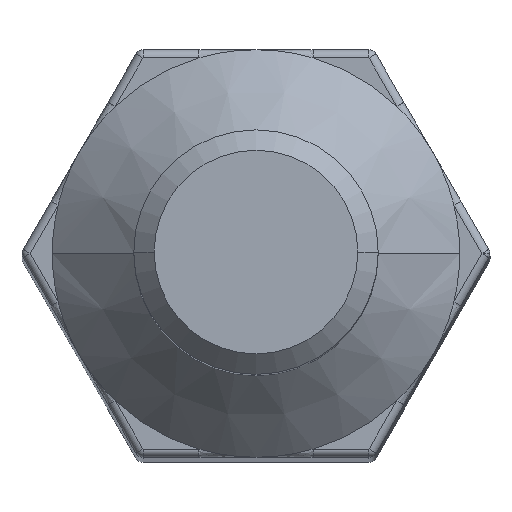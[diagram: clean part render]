
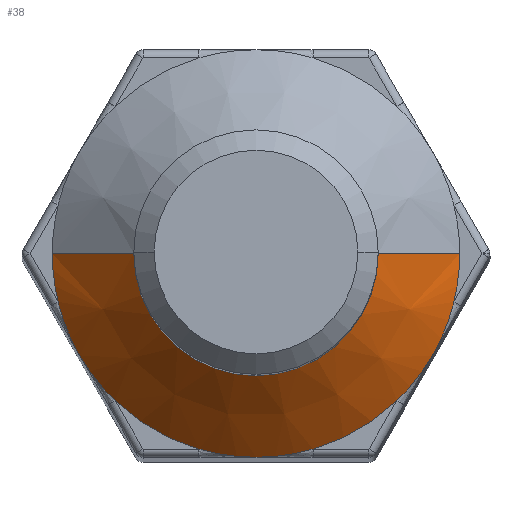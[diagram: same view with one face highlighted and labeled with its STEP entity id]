
A CAD part, top view. The second image highlights one B-rep face of the part: STEP entity #38.
In plain terms, the highlighted conical face has half-angle 45 degrees and reference radius 1.5 mm.
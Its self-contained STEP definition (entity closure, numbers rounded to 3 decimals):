
#13 = DIRECTION ( 'NONE',  ( -1., 0., 0. ) ) ;
#17 = VECTOR ( 'NONE', #1544, 1000. ) ;
#38 = ADVANCED_FACE ( 'NONE', ( #1132 ), #272, .T. ) ;
#50 = VERTEX_POINT ( 'NONE', #584 ) ;
#75 = CARTESIAN_POINT ( 'NONE',  ( 1.5, 0., 1. ) ) ;
#80 = CARTESIAN_POINT ( 'NONE',  ( 0., 0., 0. ) ) ;
#96 = DIRECTION ( 'NONE',  ( 1., 0., 0. ) ) ;
#114 = DIRECTION ( 'NONE',  ( 0., 0., 1. ) ) ;
#134 = VERTEX_POINT ( 'NONE', #1019 ) ;
#148 = LINE ( 'NONE', #155, #17 ) ;
#155 = CARTESIAN_POINT ( 'NONE',  ( -1.5, 0., 1. ) ) ;
#172 = CARTESIAN_POINT ( 'NONE',  ( 0.7, -2.4, 0. ) ) ;
#178 = ORIENTED_EDGE ( 'NONE', *, *, #526, .T. ) ;
#209 = AXIS2_PLACEMENT_3D ( 'NONE', #1280, #114, #1504 ) ;
#211 = EDGE_LOOP ( 'NONE', ( #1108, #1114, #1117, #1119, #178, #1135, #1149, #1154, #1175, #1179, #407, #1191, #1194 ) ) ;
#214 = AXIS2_PLACEMENT_3D ( 'NONE', #484, #1880, #675 ) ;
#221 = CARTESIAN_POINT ( 'NONE',  ( 0., 0., 1. ) ) ;
#239 = CARTESIAN_POINT ( 'NONE',  ( 2.5, 0., 0. ) ) ;
#255 = VERTEX_POINT ( 'NONE', #75 ) ;
#264 = AXIS2_PLACEMENT_3D ( 'NONE', #963, #2196, #13 ) ;
#269 = CARTESIAN_POINT ( 'NONE',  ( 0., 0., 0. ) ) ;
#272 = CONICAL_SURFACE ( 'NONE', #264, 1.5, 0.785 ) ;
#277 = DIRECTION ( 'NONE',  ( 1., 0., 0. ) ) ;
#303 = AXIS2_PLACEMENT_3D ( 'NONE', #2019, #837, #2135 ) ;
#307 = AXIS2_PLACEMENT_3D ( 'NONE', #2235, #1265, #96 ) ;
#316 = AXIS2_PLACEMENT_3D ( 'NONE', #80, #1476, #277 ) ;
#319 = AXIS2_PLACEMENT_3D ( 'NONE', #1863, #658, #2013 ) ;
#329 = VERTEX_POINT ( 'NONE', #688 ) ;
#344 = CARTESIAN_POINT ( 'NONE',  ( -0.7, -2.4, 0. ) ) ;
#346 = AXIS2_PLACEMENT_3D ( 'NONE', #269, #1686, #454 ) ;
#355 = AXIS2_PLACEMENT_3D ( 'NONE', #1680, #443, #1847 ) ;
#366 = EDGE_CURVE ( 'NONE', #134, #1848, #148, .T. ) ;
#371 = AXIS2_PLACEMENT_3D ( 'NONE', #1027, #2230, #1241 ) ;
#370 = CARTESIAN_POINT ( 'NONE',  ( 0., -2.5, 0. ) ) ;
#391 = CARTESIAN_POINT ( 'NONE',  ( 1.5, 0., 1. ) ) ;
#394 = AXIS2_PLACEMENT_3D ( 'NONE', #632, #1991, #811 ) ;
#400 = DIRECTION ( 'NONE',  ( -1., 0., 0. ) ) ;
#407 = ORIENTED_EDGE ( 'NONE', *, *, #618, .T. ) ;
#412 = VERTEX_POINT ( 'NONE', #1143 ) ;
#443 = DIRECTION ( 'NONE',  ( 0., 0., 1. ) ) ;
#454 = DIRECTION ( 'NONE',  ( 1., 0., 0. ) ) ;
#456 = EDGE_CURVE ( 'NONE', #255, #134, #2027, .T. ) ;
#473 = AXIS2_PLACEMENT_3D ( 'NONE', #221, #1623, #400 ) ;
#484 = CARTESIAN_POINT ( 'NONE',  ( 0., 0., 0. ) ) ;
#513 = EDGE_CURVE ( 'NONE', #1848, #1827, #2000, .T. ) ;
#524 = VERTEX_POINT ( 'NONE', #239 ) ;
#526 = EDGE_CURVE ( 'NONE', #1827, #1779, #1977, .T. ) ;
#538 = EDGE_CURVE ( 'NONE', #1779, #50, #2001, .T. ) ;
#537 = CARTESIAN_POINT ( 'NONE',  ( -2.428, -0.594, 0. ) ) ;
#544 = EDGE_CURVE ( 'NONE', #50, #1424, #1998, .T. ) ;
#574 = EDGE_CURVE ( 'NONE', #1424, #1952, #1967, .T. ) ;
#580 = EDGE_CURVE ( 'NONE', #1952, #1462, #1947, .T. ) ;
#584 = CARTESIAN_POINT ( 'NONE',  ( -1.728, -1.806, 0. ) ) ;
#600 = EDGE_CURVE ( 'NONE', #1462, #412, #1971, .T. ) ;
#618 = EDGE_CURVE ( 'NONE', #412, #917, #1942, .T. ) ;
#632 = CARTESIAN_POINT ( 'NONE',  ( 0., 0., 0. ) ) ;
#636 = EDGE_CURVE ( 'NONE', #917, #329, #1898, .T. ) ;
#650 = EDGE_CURVE ( 'NONE', #329, #524, #1900, .T. ) ;
#658 = DIRECTION ( 'NONE',  ( 0., 0., 1. ) ) ;
#675 = DIRECTION ( 'NONE',  ( 1., 0., 0. ) ) ;
#688 = CARTESIAN_POINT ( 'NONE',  ( 2.428, -0.594, 0. ) ) ;
#710 = CARTESIAN_POINT ( 'NONE',  ( -2.165, -1.25, 0. ) ) ;
#811 = DIRECTION ( 'NONE',  ( 1., 0., 0. ) ) ;
#837 = DIRECTION ( 'NONE',  ( 0., 0., 1. ) ) ;
#917 = VERTEX_POINT ( 'NONE', #1112 ) ;
#951 = VECTOR ( 'NONE', #1632, 1000. ) ;
#959 = LINE ( 'NONE', #391, #951 ) ;
#963 = CARTESIAN_POINT ( 'NONE',  ( 0., 0., 1. ) ) ;
#1019 = CARTESIAN_POINT ( 'NONE',  ( -1.5, 0., 1. ) ) ;
#1027 = CARTESIAN_POINT ( 'NONE',  ( 0., 0., 0. ) ) ;
#1108 = ORIENTED_EDGE ( 'NONE', *, *, #1538, .F. ) ;
#1112 = CARTESIAN_POINT ( 'NONE',  ( 2.165, -1.25, 0. ) ) ;
#1114 = ORIENTED_EDGE ( 'NONE', *, *, #456, .T. ) ;
#1117 = ORIENTED_EDGE ( 'NONE', *, *, #366, .T. ) ;
#1119 = ORIENTED_EDGE ( 'NONE', *, *, #513, .T. ) ;
#1132 = FACE_OUTER_BOUND ( 'NONE', #211, .T. ) ;
#1135 = ORIENTED_EDGE ( 'NONE', *, *, #538, .T. ) ;
#1143 = CARTESIAN_POINT ( 'NONE',  ( 1.728, -1.806, 0. ) ) ;
#1149 = ORIENTED_EDGE ( 'NONE', *, *, #544, .T. ) ;
#1152 = CARTESIAN_POINT ( 'NONE',  ( -2.5, 0., 0. ) ) ;
#1154 = ORIENTED_EDGE ( 'NONE', *, *, #574, .T. ) ;
#1175 = ORIENTED_EDGE ( 'NONE', *, *, #580, .T. ) ;
#1179 = ORIENTED_EDGE ( 'NONE', *, *, #600, .T. ) ;
#1191 = ORIENTED_EDGE ( 'NONE', *, *, #636, .T. ) ;
#1194 = ORIENTED_EDGE ( 'NONE', *, *, #650, .T. ) ;
#1241 = DIRECTION ( 'NONE',  ( 1., 0., 0. ) ) ;
#1265 = DIRECTION ( 'NONE',  ( 0., 0., 1. ) ) ;
#1280 = CARTESIAN_POINT ( 'NONE',  ( 0., 0., 0. ) ) ;
#1424 = VERTEX_POINT ( 'NONE', #344 ) ;
#1462 = VERTEX_POINT ( 'NONE', #172 ) ;
#1476 = DIRECTION ( 'NONE',  ( 0., 0., 1. ) ) ;
#1504 = DIRECTION ( 'NONE',  ( 1., 0., 0. ) ) ;
#1538 = EDGE_CURVE ( 'NONE', #255, #524, #959, .T. ) ;
#1544 = DIRECTION ( 'NONE',  ( -0.707, 0., -0.707 ) ) ;
#1623 = DIRECTION ( 'NONE',  ( 0., 0., -1. ) ) ;
#1632 = DIRECTION ( 'NONE',  ( 0.707, 0., -0.707 ) ) ;
#1680 = CARTESIAN_POINT ( 'NONE',  ( 0., 0., 0. ) ) ;
#1686 = DIRECTION ( 'NONE',  ( 0., 0., 1. ) ) ;
#1779 = VERTEX_POINT ( 'NONE', #710 ) ;
#1827 = VERTEX_POINT ( 'NONE', #537 ) ;
#1847 = DIRECTION ( 'NONE',  ( 1., 0., 0. ) ) ;
#1848 = VERTEX_POINT ( 'NONE', #1152 ) ;
#1863 = CARTESIAN_POINT ( 'NONE',  ( 0., 0., 0. ) ) ;
#1880 = DIRECTION ( 'NONE',  ( 0., 0., 1. ) ) ;
#1898 = CIRCLE ( 'NONE', #209, 2.5 ) ;
#1900 = CIRCLE ( 'NONE', #214, 2.5 ) ;
#1942 = CIRCLE ( 'NONE', #303, 2.5 ) ;
#1947 = CIRCLE ( 'NONE', #319, 2.5 ) ;
#1952 = VERTEX_POINT ( 'NONE', #370 ) ;
#1967 = CIRCLE ( 'NONE', #316, 2.5 ) ;
#1971 = CIRCLE ( 'NONE', #307, 2.5 ) ;
#1977 = CIRCLE ( 'NONE', #355, 2.5 ) ;
#1991 = DIRECTION ( 'NONE',  ( 0., 0., 1. ) ) ;
#1998 = CIRCLE ( 'NONE', #346, 2.5 ) ;
#2000 = CIRCLE ( 'NONE', #394, 2.5 ) ;
#2001 = CIRCLE ( 'NONE', #371, 2.5 ) ;
#2013 = DIRECTION ( 'NONE',  ( 1., 0., 0. ) ) ;
#2019 = CARTESIAN_POINT ( 'NONE',  ( 0., 0., 0. ) ) ;
#2027 = CIRCLE ( 'NONE', #473, 1.5 ) ;
#2135 = DIRECTION ( 'NONE',  ( 1., 0., 0. ) ) ;
#2196 = DIRECTION ( 'NONE',  ( 0., 0., -1. ) ) ;
#2230 = DIRECTION ( 'NONE',  ( 0., 0., 1. ) ) ;
#2235 = CARTESIAN_POINT ( 'NONE',  ( 0., 0., 0. ) ) ;
